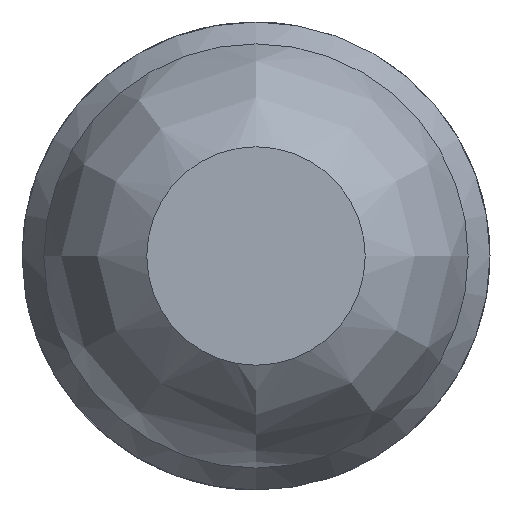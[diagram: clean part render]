
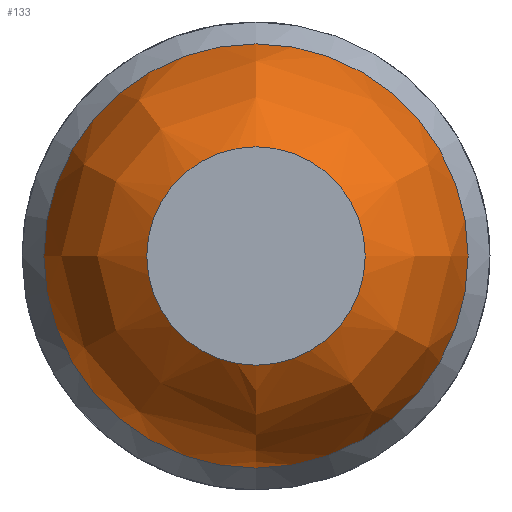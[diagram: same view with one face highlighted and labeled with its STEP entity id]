
A CAD part, front view. The second image highlights one B-rep face of the part: STEP entity #133.
In plain terms, the highlighted free-form (B-spline) face has degree [3, 3] with [4, 7] control points.
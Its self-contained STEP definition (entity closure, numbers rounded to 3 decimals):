
#90=(
BOUNDED_SURFACE()
B_SPLINE_SURFACE(3,3,((#379,#380,#381,#382,#383,#384,#385),(#386,#387,#388,
#389,#390,#391,#392),(#393,#394,#395,#396,#397,#398,#399),(#400,#401,#402,
#403,#404,#405,#406)),.UNSPECIFIED.,.F.,.T.,.F.)
B_SPLINE_SURFACE_WITH_KNOTS((4,4),(1,3,3,3,1),(0.,1.),(-0.5,0.,0.5,1.,1.5),
 .UNSPECIFIED.)
GEOMETRIC_REPRESENTATION_ITEM()
RATIONAL_B_SPLINE_SURFACE(((1.,0.333,0.333,1.,0.333,
0.333,1.),(0.928,0.309,0.309,
0.928,0.309,0.309,0.928),
(0.928,0.309,0.309,0.928,
0.309,0.309,0.928),(1.,0.333,
0.333,1.,0.333,0.333,1.)))
REPRESENTATION_ITEM('')
SURFACE()
);
#100=FACE_BOUND('',#158,.T.);
#101=FACE_BOUND('',#159,.T.);
#133=ADVANCED_FACE('Defeature ausgef\X2\9EE8\X0\rt1_4',(#100,#101),#90,
 .T.);
#158=EDGE_LOOP('',(#190));
#159=EDGE_LOOP('',(#191));
#190=ORIENTED_EDGE('',*,*,#239,.F.);
#191=ORIENTED_EDGE('',*,*,#240,.T.);
#221=VERTEX_POINT('',#376);
#222=VERTEX_POINT('',#378);
#239=EDGE_CURVE('',#221,#221,#249,.T.);
#240=EDGE_CURVE(
'Defeature ausgef\X2\9EE8\X0\rt1_4+Defeature ausgef\X2\9EE8\X0\rt1_5+D
efeature ausgef\X2\9EE8\X0\rt1_5+Defeature ausgef\X2\9EE8\X0\rt1_5',#222,
#222,#250,.T.);
#249=CIRCLE('',#266,0.35);
#250=CIRCLE('',#267,0.68);
#266=AXIS2_PLACEMENT_3D('',#375,#305,#306);
#267=AXIS2_PLACEMENT_3D('',#377,#307,#308);
#305=DIRECTION('',(0.,-1.,0.));
#306=DIRECTION('',(0.,0.,-1.));
#307=DIRECTION('',(0.,-1.,0.));
#308=DIRECTION('',(0.,0.,1.));
#375=CARTESIAN_POINT('',(0.,-25.,0.));
#376=CARTESIAN_POINT('',(0.,-25.,-0.35));
#377=CARTESIAN_POINT('',(0.,-24.512,0.));
#378=CARTESIAN_POINT('',(0.,-24.512,0.68));
#379=CARTESIAN_POINT('',(0.,-25.,-0.35));
#380=CARTESIAN_POINT('',(0.7,-25.,-0.35));
#381=CARTESIAN_POINT('',(0.7,-25.,0.35));
#382=CARTESIAN_POINT('',(0.,-25.,0.35));
#383=CARTESIAN_POINT('',(-0.7,-25.,0.35));
#384=CARTESIAN_POINT('',(-0.7,-25.,-0.35));
#385=CARTESIAN_POINT('',(0.,-25.,-0.35));
#386=CARTESIAN_POINT('',(0.,-24.897,-0.535));
#387=CARTESIAN_POINT('',(1.07,-24.897,-0.535));
#388=CARTESIAN_POINT('',(1.07,-24.897,0.535));
#389=CARTESIAN_POINT('',(0.,-24.897,0.535));
#390=CARTESIAN_POINT('',(-1.07,-24.897,0.535));
#391=CARTESIAN_POINT('',(-1.07,-24.897,-0.535));
#392=CARTESIAN_POINT('',(0.,-24.897,-0.535));
#393=CARTESIAN_POINT('',(0.,-24.722,-0.654));
#394=CARTESIAN_POINT('',(1.308,-24.722,-0.654));
#395=CARTESIAN_POINT('',(1.308,-24.722,0.654));
#396=CARTESIAN_POINT('',(0.,-24.722,0.654));
#397=CARTESIAN_POINT('',(-1.308,-24.722,0.654));
#398=CARTESIAN_POINT('',(-1.308,-24.722,-0.654));
#399=CARTESIAN_POINT('',(0.,-24.722,-0.654));
#400=CARTESIAN_POINT('',(0.,-24.512,-0.68));
#401=CARTESIAN_POINT('',(1.36,-24.512,-0.68));
#402=CARTESIAN_POINT('',(1.36,-24.512,0.68));
#403=CARTESIAN_POINT('',(0.,-24.512,0.68));
#404=CARTESIAN_POINT('',(-1.36,-24.512,0.68));
#405=CARTESIAN_POINT('',(-1.36,-24.512,-0.68));
#406=CARTESIAN_POINT('',(0.,-24.512,-0.68));
